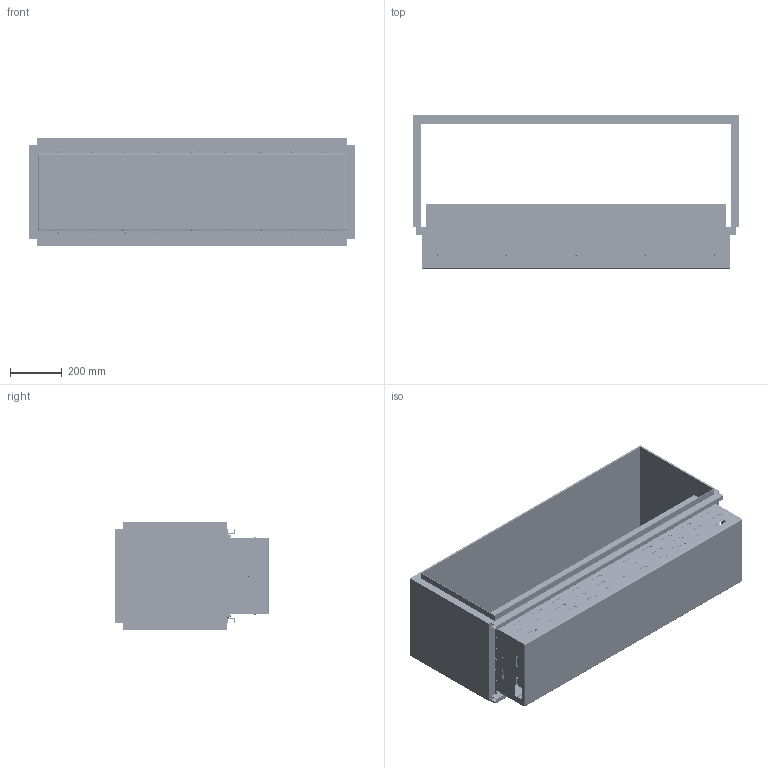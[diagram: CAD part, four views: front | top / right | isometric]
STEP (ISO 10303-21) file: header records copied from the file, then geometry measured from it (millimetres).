
FILE_DESCRIPTION (( 'STEP AP203' ), '1' );
FILE_NAME ('PJ00191-A-13.STEP', '2019-02-28T16:41:54', ( '' ), ( '' ), 'SwSTEP 2.0', 'SolidWorks 2019', '' );
FILE_SCHEMA (( 'CONFIG_CONTROL_DESIGN' ));
Length unit declared in the file: millimetre
Products named in the file (20): PT11850-A-IL_PT11926-A-IL; PT10931-A-AC_PT10932-A-AC; PT10887-A-V3_PT11213-A-V3; PT11904-A-AC_PT11906-A-AC; PT07661-A-A2; PJ00191-A-13; PT11849-A-IL; PT11975-A-AC_PT11973-A-AC; PT10940-B-AC_PT11209-B-AC; PT10931-A-AC_PT12146-A-AC; PT11899-A-A2_PT11901-A-AC; PT01372-A-A2; AS04255-A-01_AS04257-A-01; PT11854-A-IF_PT11856-A-IF; PT11911-A-AC_PT11913-A-AC; PT00832-A-A2; PJ00153-O-04-C. EVO PLUS 800; AS04265-A-01_AS04267-A-01; AS04260-A-01_AS04262-A-01; PT11909-A-AC
Assembly tree (93 placements, depth 4):
  PJ00191-A-13
    AS04265-A-01_AS04267-A-01
      AS04255-A-01_AS04257-A-01
        PT11904-A-AC_PT11906-A-AC
        PT11909-A-AC  x2
        PT11899-A-A2_PT11901-A-AC
        PT10931-A-AC_PT10932-A-AC  x4
        PT11975-A-AC_PT11973-A-AC  x4
        PT01372-A-A2  x36
        PT10931-A-AC_PT12146-A-AC  x3
      AS04260-A-01_AS04262-A-01
        PT11911-A-AC_PT11913-A-AC
        PT10940-B-AC_PT11209-B-AC  x2
        PT11854-A-IF_PT11856-A-IF  x2
      PT11850-A-IL_PT11926-A-IL
      PT11849-A-IL  x2
      PT10887-A-V3_PT11213-A-V3  x2
      PT00832-A-A2  x10
    PT07661-A-A2  x18
    PJ00153-O-04-C. EVO PLUS 800
Bounding box: 1264 x 594.5 x 417 mm (x, y, z)
Volume: 32360671.6 mm3; surface area: 10888060.3 mm2
Topology: 155 solids, 155 shells, 6252 faces, 17241 edges, 11303 vertices
Faces by surface type: plane 3514, cylinder 2536, cone 81, torus 52, bspline 50, sphere 19
Full cylindrical faces by diameter (mm): 2 x3, 3 x4, 3.3 x13, 3.5 x6, 3.7 x4, 4 x100, 4.2 x18, 4.3 x23, 4.5 x18, 5 x55, 5.3 x19, 5.5 x2, 6 x14, 6.1 x4, 6.25 x2, 6.4 x2, 6.5 x67, 6.9 x1, 7 x32, 7.3 x2, 8 x4, 10 x19, 10.2 x2, 13 x2, 20 x1, 25 x1
Entity records: 164257 total; most frequent: CARTESIAN_POINT 30206, DIRECTION 26932, ORIENTED_EDGE 26548, EDGE_CURVE 13274, VECTOR 9024, LINE 9024, AXIS2_PLACEMENT_3D 8954, VERTEX_POINT 8863
